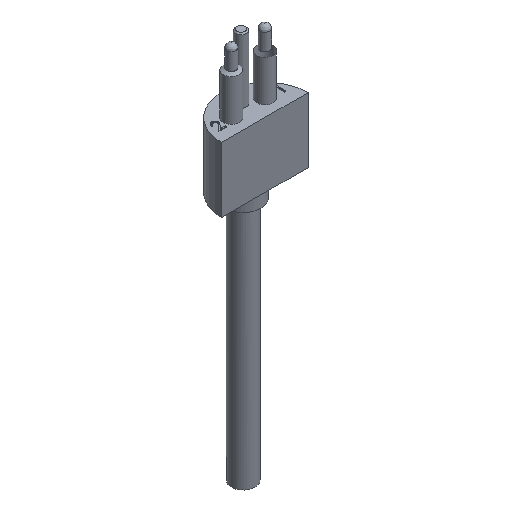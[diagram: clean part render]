
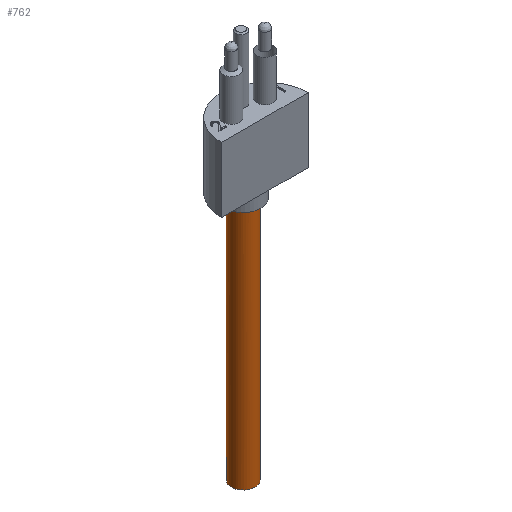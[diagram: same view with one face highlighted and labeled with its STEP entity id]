
A CAD part, isometric view. The second image highlights one B-rep face of the part: STEP entity #762.
In plain terms, the highlighted cylindrical face has radius 3.493 mm (diameter 6.985 mm), a full revolution.
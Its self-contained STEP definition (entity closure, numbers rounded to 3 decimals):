
#80=FACE_OUTER_BOUND('',#124,.T.);
#124=EDGE_LOOP('',(#552,#553,#554,#555,#556,#557));
#172=LINE('',#1214,#229);
#229=VECTOR('',#955,3.493);
#299=CIRCLE('',#842,3.493);
#300=CIRCLE('',#843,3.493);
#301=CIRCLE('',#844,3.493);
#302=CIRCLE('',#845,3.493);
#339=VERTEX_POINT('',#1209);
#340=VERTEX_POINT('',#1210);
#341=VERTEX_POINT('',#1213);
#342=VERTEX_POINT('',#1215);
#423=EDGE_CURVE('',#339,#340,#299,.T.);
#424=EDGE_CURVE('',#340,#339,#300,.T.);
#425=EDGE_CURVE('',#340,#341,#172,.T.);
#426=EDGE_CURVE('',#341,#342,#301,.T.);
#427=EDGE_CURVE('',#342,#341,#302,.T.);
#552=ORIENTED_EDGE('',*,*,#423,.F.);
#553=ORIENTED_EDGE('',*,*,#424,.F.);
#554=ORIENTED_EDGE('',*,*,#425,.T.);
#555=ORIENTED_EDGE('',*,*,#426,.T.);
#556=ORIENTED_EDGE('',*,*,#427,.T.);
#557=ORIENTED_EDGE('',*,*,#425,.F.);
#738=CYLINDRICAL_SURFACE('',#841,3.493);
#762=ADVANCED_FACE('',(#80),#738,.T.);
#841=AXIS2_PLACEMENT_3D('',#1208,#949,#950);
#842=AXIS2_PLACEMENT_3D('',#1211,#951,#952);
#843=AXIS2_PLACEMENT_3D('',#1212,#953,#954);
#844=AXIS2_PLACEMENT_3D('',#1216,#956,#957);
#845=AXIS2_PLACEMENT_3D('',#1217,#958,#959);
#949=DIRECTION('center_axis',(0.,0.,1.));
#950=DIRECTION('ref_axis',(0.319,-0.948,0.));
#951=DIRECTION('center_axis',(0.,0.,1.));
#952=DIRECTION('ref_axis',(0.319,-0.948,0.));
#953=DIRECTION('center_axis',(0.,0.,1.));
#954=DIRECTION('ref_axis',(0.319,-0.948,0.));
#955=DIRECTION('',(0.,0.,-1.));
#956=DIRECTION('center_axis',(0.,0.,1.));
#957=DIRECTION('ref_axis',(0.319,-0.948,0.));
#958=DIRECTION('center_axis',(0.,0.,1.));
#959=DIRECTION('ref_axis',(0.319,-0.948,0.));
#1208=CARTESIAN_POINT('Origin',(0.,6.35,-85.725));
#1209=CARTESIAN_POINT('',(1.113,3.04,-14.859));
#1210=CARTESIAN_POINT('',(-1.113,9.66,-14.859));
#1211=CARTESIAN_POINT('Origin',(0.,6.35,-14.859));
#1212=CARTESIAN_POINT('Origin',(0.,6.35,-14.859));
#1213=CARTESIAN_POINT('',(-1.113,9.66,-85.725));
#1214=CARTESIAN_POINT('',(-1.113,9.66,-85.725));
#1215=CARTESIAN_POINT('',(1.113,3.04,-85.725));
#1216=CARTESIAN_POINT('Origin',(0.,6.35,-85.725));
#1217=CARTESIAN_POINT('Origin',(0.,6.35,-85.725));
